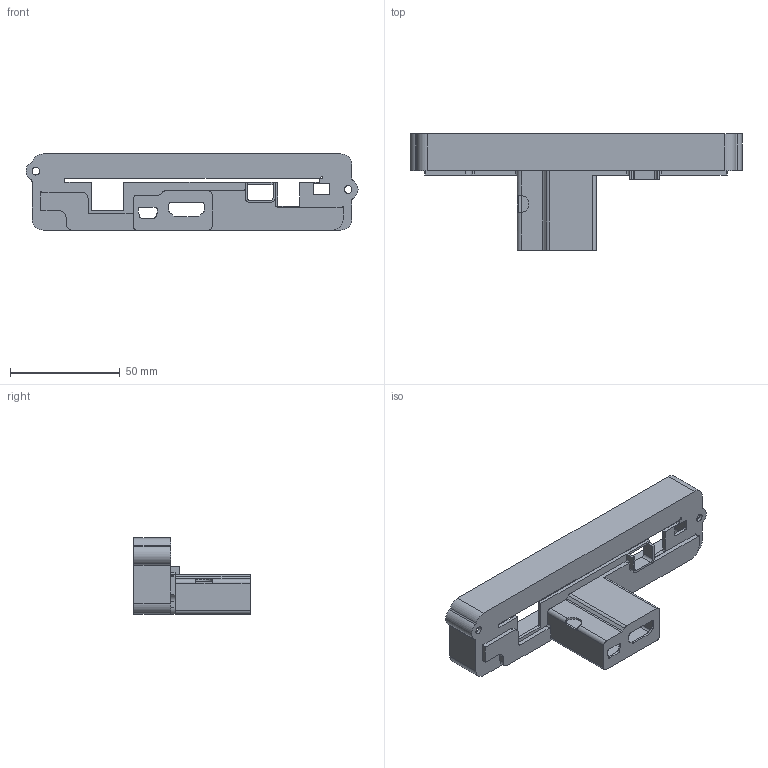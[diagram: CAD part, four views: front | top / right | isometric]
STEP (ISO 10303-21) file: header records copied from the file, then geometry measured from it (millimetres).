
FILE_DESCRIPTION(/* description */ (''),/* implementation_level */ '2;1');
FILE_NAME(/* name */ 'XM-PRO v1.2 - PLASTIC - BACK side support (DE10, more complex, v1.2D).step',/* time_stamp */ '2023-04-12T01:18:05+02:00',/* author */ (''),/* organization */ (''),/* preprocessor_version */ 'ST-DEVELOPER v19.2',/* originating_system */ 'Autodesk Translation Framework v12.4.0.73',/* authorisation */ '');
FILE_SCHEMA (('AUTOMOTIVE_DESIGN { 1 0 10303 214 3 1 1 }'));
Length unit declared in the file: millimetre
Products named in the file (1): XM-PRO v1.2 - PLASTIC - BACK side support (DE10, more complex, v1.2 d
eprecated)
Bounding box: 150.99 x 52.95 x 34.7 mm (x, y, z)
Volume: 24075.1 mm3; surface area: 28182.6 mm2
Topology: 1 solids, 1 shells, 162 faces, 487 edges, 324 vertices
Faces by surface type: plane 84, cylinder 78
Full cylindrical faces by diameter (mm): 1 x1, 3.5 x2
Entity records: 5613 total; most frequent: CARTESIAN_POINT 1010, ORIENTED_EDGE 974, DIRECTION 963, EDGE_CURVE 487, LINE 329, VECTOR 329, VERTEX_POINT 324, AXIS2_PLACEMENT_3D 317
